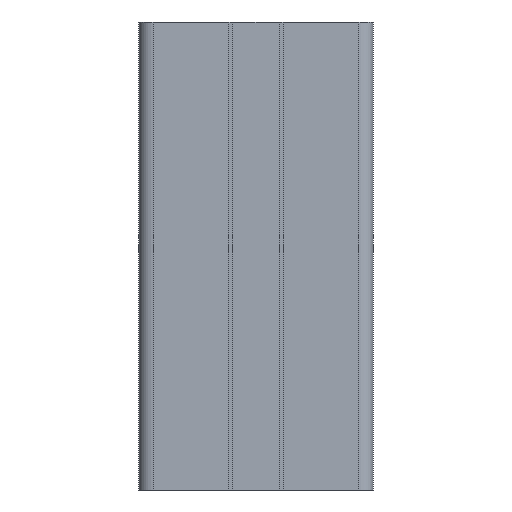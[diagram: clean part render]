
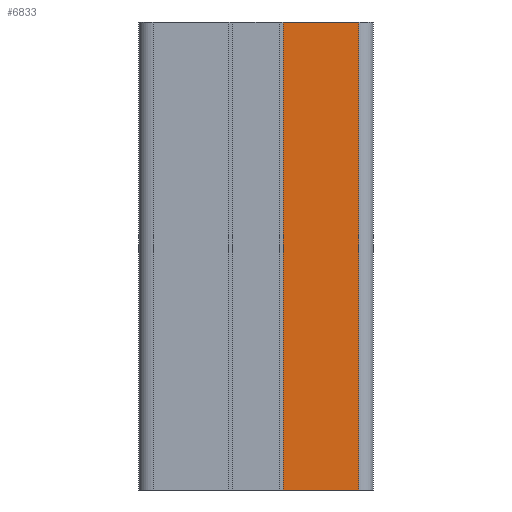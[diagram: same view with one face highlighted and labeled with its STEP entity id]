
A CAD part, front view. The second image highlights one B-rep face of the part: STEP entity #6833.
In plain terms, the highlighted planar face has unit normal (0, -1, 0).
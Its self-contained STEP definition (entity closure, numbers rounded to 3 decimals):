
#429=FACE_OUTER_BOUND('',#768,.T.);
#768=EDGE_LOOP('',(#5759,#5760,#5761,#5762));
#1424=LINE('',#10363,#2336);
#1650=LINE('',#10822,#2562);
#1651=LINE('',#10825,#2563);
#1652=LINE('',#10826,#2564);
#2336=VECTOR('',#8424,10.);
#2562=VECTOR('',#8848,10.);
#2563=VECTOR('',#8851,10.);
#2564=VECTOR('',#8852,10.);
#3123=VERTEX_POINT('',#10360);
#3124=VERTEX_POINT('',#10362);
#3258=VERTEX_POINT('',#10820);
#3259=VERTEX_POINT('',#10824);
#3971=EDGE_CURVE('',#3123,#3124,#1424,.T.);
#4201=EDGE_CURVE('',#3123,#3258,#1650,.T.);
#4202=EDGE_CURVE('',#3259,#3258,#1651,.T.);
#4203=EDGE_CURVE('',#3124,#3259,#1652,.T.);
#5759=ORIENTED_EDGE('',*,*,#4201,.T.);
#5760=ORIENTED_EDGE('',*,*,#4202,.F.);
#5761=ORIENTED_EDGE('',*,*,#4203,.F.);
#5762=ORIENTED_EDGE('',*,*,#3971,.F.);
#6504=PLANE('',#7254);
#6833=ADVANCED_FACE('',(#429),#6504,.T.);
#7254=AXIS2_PLACEMENT_3D('',#10823,#8849,#8850);
#8424=DIRECTION('',(-1.,0.,0.));
#8848=DIRECTION('',(0.,0.,1.));
#8849=DIRECTION('center_axis',(0.,-1.,0.));
#8850=DIRECTION('ref_axis',(1.,0.,0.));
#8851=DIRECTION('',(1.,0.,0.));
#8852=DIRECTION('',(0.,0.,1.));
#10360=CARTESIAN_POINT('',(22.,-137.5,-50.));
#10362=CARTESIAN_POINT('',(5.8,-137.5,-50.));
#10363=CARTESIAN_POINT('',(5.8,-137.5,-50.));
#10820=CARTESIAN_POINT('',(22.,-137.5,50.));
#10822=CARTESIAN_POINT('',(22.,-137.5,0.));
#10823=CARTESIAN_POINT('Origin',(5.8,-137.5,0.));
#10824=CARTESIAN_POINT('',(5.8,-137.5,50.));
#10825=CARTESIAN_POINT('',(5.8,-137.5,50.));
#10826=CARTESIAN_POINT('',(5.8,-137.5,0.));
